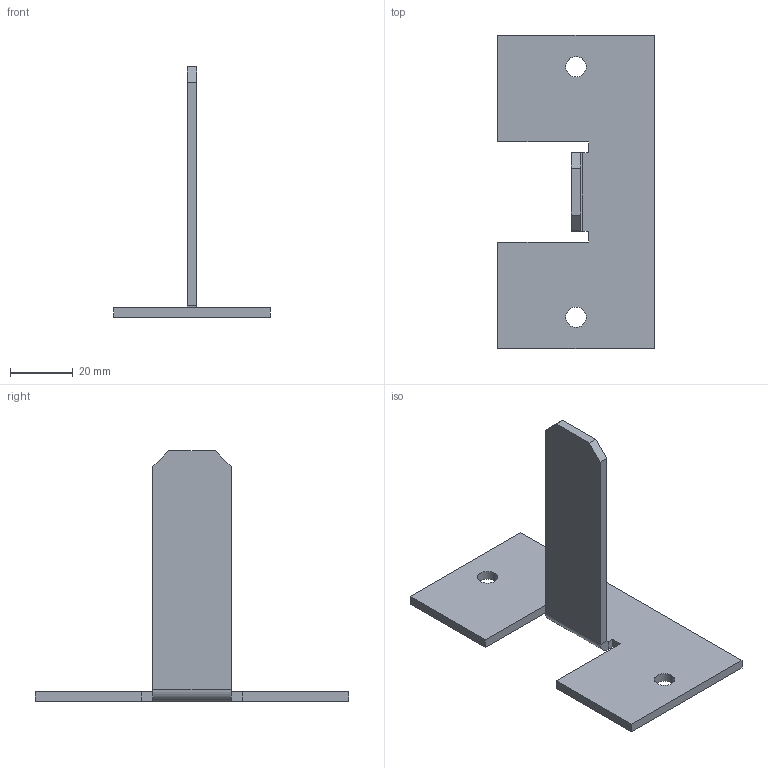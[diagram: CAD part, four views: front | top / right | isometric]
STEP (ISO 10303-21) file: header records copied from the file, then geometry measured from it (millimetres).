
FILE_DESCRIPTION (( 'STEP AP214' ), '1' );
FILE_NAME ('6290198.stp', '2016-06-29T07:22:49', ( '' ), ( '' ), 'SwSTEP 2.0', 'SolidWorks 2014', '' );
FILE_SCHEMA (( 'AUTOMOTIVE_DESIGN' ));
Length unit declared in the file: millimetre
Products named in the file (2): 6290198; 000481T1_Standard
Assembly tree (1 placements, depth 2):
  6290198
    000481T1_Standard
Bounding box: 50 x 100 x 80 mm (x, y, z)
Volume: 18061.8 mm3; surface area: 13709.7 mm2
Topology: 1 solids, 1 shells, 28 faces, 70 edges, 44 vertices
Faces by surface type: plane 22, cylinder 6
Entity records: 896 total; most frequent: CARTESIAN_POINT 146, DIRECTION 146, ORIENTED_EDGE 140, EDGE_CURVE 70, LINE 58, VECTOR 58, VERTEX_POINT 44, AXIS2_PLACEMENT_3D 44
